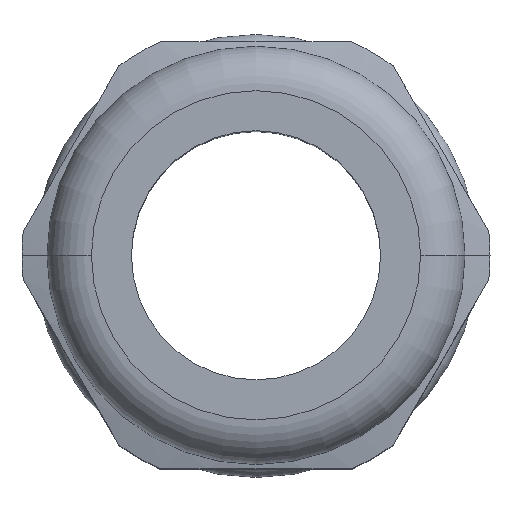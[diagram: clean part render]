
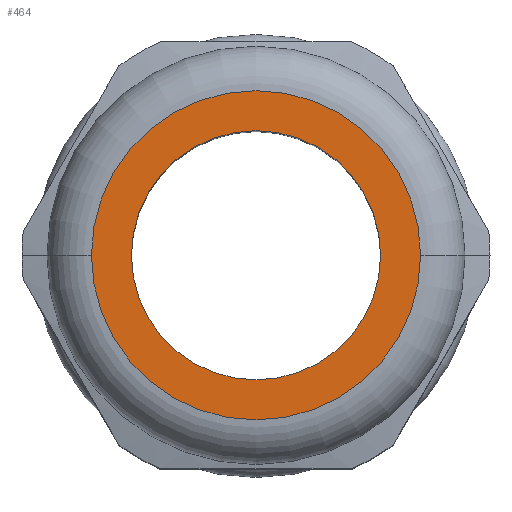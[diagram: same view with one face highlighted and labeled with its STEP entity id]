
A CAD part, top view. The second image highlights one B-rep face of the part: STEP entity #464.
In plain terms, the highlighted planar face has unit normal (0, 0, 1).
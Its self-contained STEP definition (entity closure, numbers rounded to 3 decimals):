
#28 = FACE_BOUND ( 'NONE', #628, .T. ) ;
#48 = AXIS2_PLACEMENT_3D ( 'NONE', #267, #266, #265 ) ;
#50 = FACE_OUTER_BOUND ( 'NONE', #629, .T. ) ;
#71 = AXIS2_PLACEMENT_3D ( 'NONE', #917, #916, #915 ) ;
#72 = AXIS2_PLACEMENT_3D ( 'NONE', #920, #919, #918 ) ;
#112 = EDGE_CURVE ( 'NONE', #1050, #1025, #433, .T. ) ;
#113 = EDGE_CURVE ( 'NONE', #1052, #1098, #432, .T. ) ;
#220 = DIRECTION ( 'NONE',  ( 1., 0., 0. ) ) ;
#221 = DIRECTION ( 'NONE',  ( 0., 0., 1. ) ) ;
#222 = CARTESIAN_POINT ( 'NONE',  ( 0., 0., 29.5 ) ) ;
#265 = DIRECTION ( 'NONE',  ( 1., 0., 0. ) ) ;
#266 = DIRECTION ( 'NONE',  ( 0., 0., 1. ) ) ;
#267 = CARTESIAN_POINT ( 'NONE',  ( 0., 0., 29.5 ) ) ;
#268 = PLANE ( 'NONE',  #48 ) ;
#378 = CIRCLE ( 'NONE', #1631, 7. ) ;
#418 = CIRCLE ( 'NONE', #859, 9.25 ) ;
#432 = CIRCLE ( 'NONE', #71, 7. ) ;
#433 = CIRCLE ( 'NONE', #72, 9.25 ) ;
#464 = ADVANCED_FACE ( 'NONE', ( #28, #50 ), #268, .T. ) ;
#477 = EDGE_CURVE ( 'NONE', #1025, #1050, #418, .T. ) ;
#569 = EDGE_CURVE ( 'NONE', #1098, #1052, #378, .T. ) ;
#628 = EDGE_LOOP ( 'NONE', ( #747, #745 ) ) ;
#629 = EDGE_LOOP ( 'NONE', ( #748, #744 ) ) ;
#744 = ORIENTED_EDGE ( 'NONE', *, *, #112, .T. ) ;
#745 = ORIENTED_EDGE ( 'NONE', *, *, #569, .F. ) ;
#747 = ORIENTED_EDGE ( 'NONE', *, *, #113, .F. ) ;
#748 = ORIENTED_EDGE ( 'NONE', *, *, #477, .T. ) ;
#859 = AXIS2_PLACEMENT_3D ( 'NONE', #222, #221, #220 ) ;
#915 = DIRECTION ( 'NONE',  ( 1., 0., 0. ) ) ;
#916 = DIRECTION ( 'NONE',  ( 0., 0., 1. ) ) ;
#917 = CARTESIAN_POINT ( 'NONE',  ( 0., 0., 29.5 ) ) ;
#918 = DIRECTION ( 'NONE',  ( 1., 0., 0. ) ) ;
#919 = DIRECTION ( 'NONE',  ( 0., 0., 1. ) ) ;
#920 = CARTESIAN_POINT ( 'NONE',  ( 0., 0., 29.5 ) ) ;
#1025 = VERTEX_POINT ( 'NONE', #1283 ) ;
#1050 = VERTEX_POINT ( 'NONE', #1308 ) ;
#1052 = VERTEX_POINT ( 'NONE', #1310 ) ;
#1098 = VERTEX_POINT ( 'NONE', #1356 ) ;
#1213 = CARTESIAN_POINT ( 'NONE',  ( 0., 0., 29.5 ) ) ;
#1214 = DIRECTION ( 'NONE',  ( 0., 0., 1. ) ) ;
#1215 = DIRECTION ( 'NONE',  ( 1., 0., 0. ) ) ;
#1283 = CARTESIAN_POINT ( 'NONE',  ( 9.25, 0., 29.5 ) ) ;
#1308 = CARTESIAN_POINT ( 'NONE',  ( -9.25, 0., 29.5 ) ) ;
#1310 = CARTESIAN_POINT ( 'NONE',  ( 7., 0., 29.5 ) ) ;
#1356 = CARTESIAN_POINT ( 'NONE',  ( -7., 0., 29.5 ) ) ;
#1631 = AXIS2_PLACEMENT_3D ( 'NONE', #1213, #1214, #1215 ) ;
